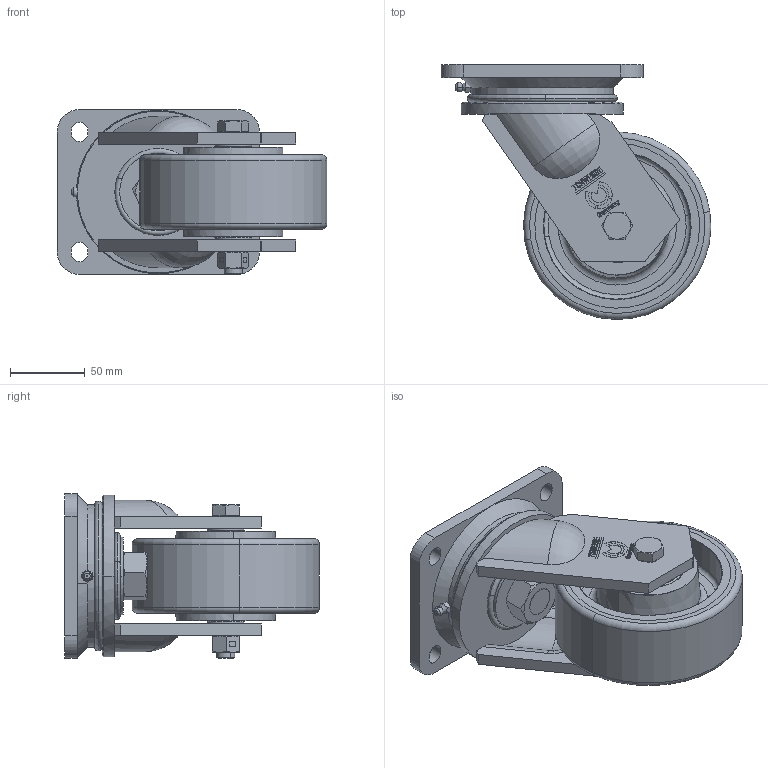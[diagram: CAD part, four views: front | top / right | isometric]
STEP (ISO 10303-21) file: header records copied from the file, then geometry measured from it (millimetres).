
FILE_DESCRIPTION (( 'STEP AP214' ), '1' );
FILE_NAME ('0010118_L-HB-PUZG-125-K-3.STEP', '2015-08-27T14:44:24', ( '' ), ( '' ), 'SwSTEP 2.0', 'SolidWorks 2014', '' );
FILE_SCHEMA (( 'AUTOMOTIVE_DESIGN' ));
Length unit declared in the file: millimetre
Products named in the file (2): 0010118_L-HB-PUZG-125-K-3
Bounding box: 179.98 x 169.98 x 110 mm (x, y, z)
Surface area: 234701.1 mm2 (no closed solid volume)
Topology: 0 solids, 21 shells, 852 faces, 2149 edges, 1387 vertices
Faces by surface type: plane 391, bspline 208, cylinder 110, cone 95, torus 46, sphere 2
Entity records: 39640 total; most frequent: CARTESIAN_POINT 11694, ORIENTED_EDGE 4256, DIRECTION 2968, EDGE_CURVE 2144, VERTEX_POINT 1386, AXIS2_PLACEMENT_3D 1078, EDGE_LOOP 952, B_SPLINE_CURVE_WITH_KNOTS 892
